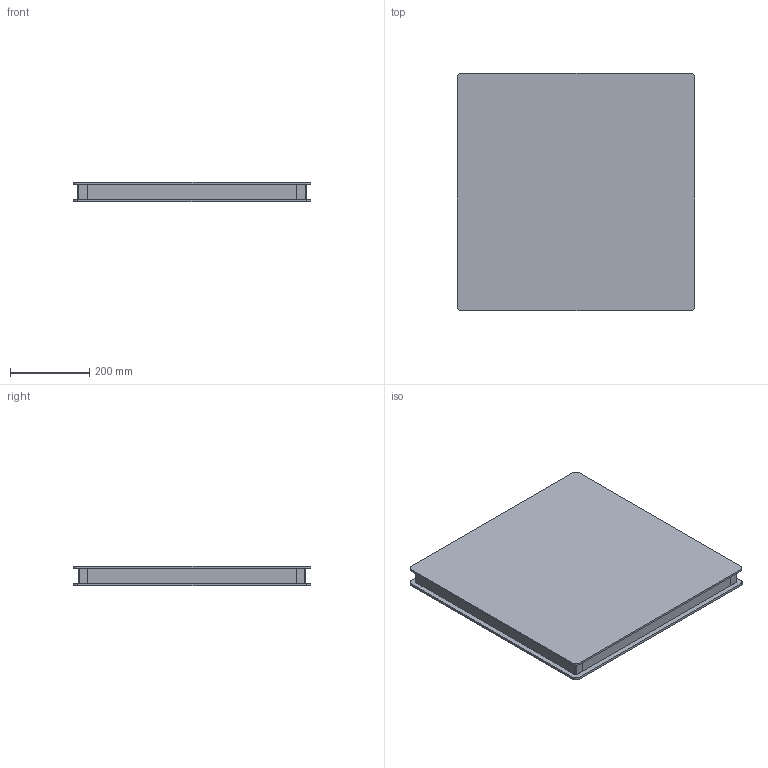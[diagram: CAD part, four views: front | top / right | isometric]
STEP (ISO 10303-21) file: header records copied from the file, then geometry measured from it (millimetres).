
FILE_DESCRIPTION (( 'STEP AP203' ), '1' );
FILE_NAME ('516054.STEP', '2024-06-19T01:20:07', ( '' ), ( '' ), 'SwSTEP 2.0', 'SolidWorks 2020', '' );
FILE_SCHEMA (( 'CONFIG_CONTROL_DESIGN' ));
Length unit declared in the file: millimetre
Products named in the file (1): 516054
Bounding box: 600 x 600 x 50 mm (x, y, z)
Volume: 16751625.6 mm3; surface area: 952938.3 mm2
Topology: 1 solids, 1 shells, 1512 faces, 3072 edges, 2048 vertices
Faces by surface type: cylinder 984, plane 528
Entity records: 40721 total; most frequent: DIRECTION 8066, CARTESIAN_POINT 6633, ORIENTED_EDGE 6144, AXIS2_PLACEMENT_3D 3481, EDGE_CURVE 3072, VERTEX_POINT 2048, EDGE_LOOP 1998, CIRCLE 1968
